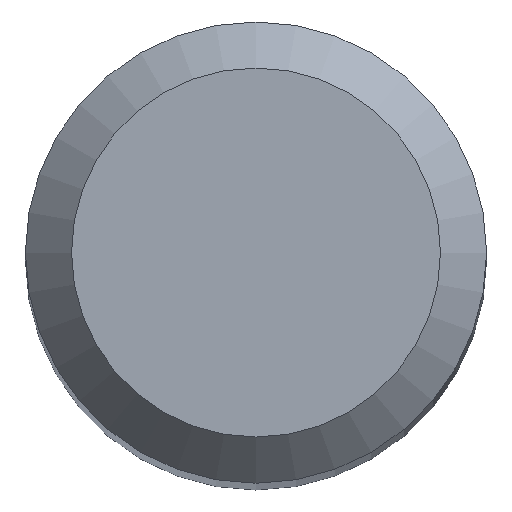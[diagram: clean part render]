
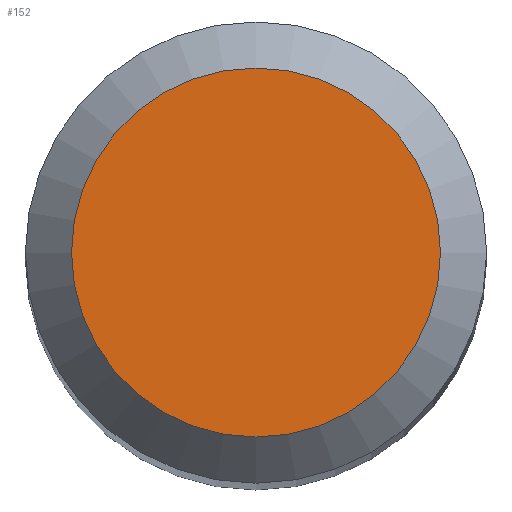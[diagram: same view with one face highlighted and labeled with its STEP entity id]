
A CAD part, top view. The second image highlights one B-rep face of the part: STEP entity #152.
In plain terms, the highlighted planar face has unit normal (0, 0, 1).
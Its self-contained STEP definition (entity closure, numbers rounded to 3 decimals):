
#32 = DIRECTION ( 'NONE',  ( 0., 0., -1. ) ) ;
#33 = AXIS2_PLACEMENT_3D ( 'NONE', #47, #32, #143 ) ;
#47 = CARTESIAN_POINT ( 'NONE',  ( 0., 0., 38. ) ) ;
#63 = DIRECTION ( 'NONE',  ( 0., 1., 0. ) ) ;
#65 = PLANE ( 'NONE',  #146 ) ;
#99 = VERTEX_POINT ( 'NONE', #179 ) ;
#100 = CIRCLE ( 'NONE', #33, 1.2 ) ;
#132 = CARTESIAN_POINT ( 'NONE',  ( 0., 0., 38. ) ) ;
#143 = DIRECTION ( 'NONE',  ( 0., 1., 0. ) ) ;
#146 = AXIS2_PLACEMENT_3D ( 'NONE', #132, #175, #63 ) ;
#151 = EDGE_LOOP ( 'NONE', ( #213 ) ) ;
#152 = ADVANCED_FACE ( 'NONE', ( #280 ), #65, .F. ) ;
#175 = DIRECTION ( 'NONE',  ( 0., 0., -1. ) ) ;
#179 = CARTESIAN_POINT ( 'NONE',  ( 0., 1.2, 38. ) ) ;
#213 = ORIENTED_EDGE ( 'NONE', *, *, #229, .F. ) ;
#229 = EDGE_CURVE ( 'NONE', #99, #99, #100, .T. ) ;
#280 = FACE_OUTER_BOUND ( 'NONE', #151, .T. ) ;
